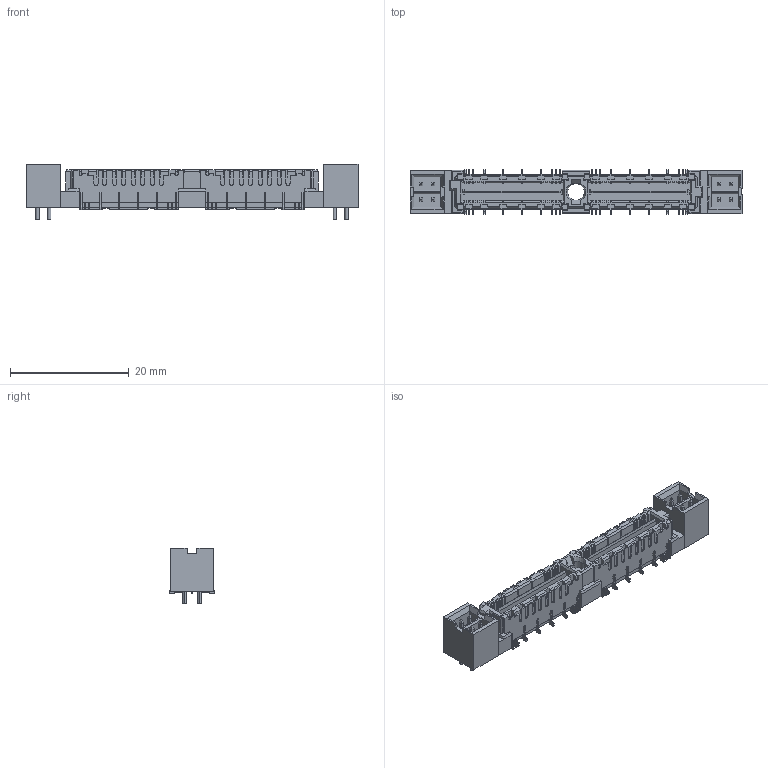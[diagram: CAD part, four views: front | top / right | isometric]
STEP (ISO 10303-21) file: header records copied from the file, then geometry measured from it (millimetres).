
FILE_DESCRIPTION((''),'2;1');
FILE_NAME('SAMTEC_QMSS-052-06.75-L-D-PC4.stp','2014-12-08T12:38:33',(''),(''),'Mechanical Desktop 2011','Mechanical Desktop 2011',', , ');
FILE_SCHEMA(('AUTOMOTIVE_DESIGN { 1 2 10303 214 1 1 1 1 }'));
Length unit declared in the file: millimetre
Products named in the file (1): Product
Bounding box: 55.88 x 7.52 x 9.35 mm (x, y, z)
Volume: 1610.7 mm3; surface area: 4136.7 mm2
Topology: 108 solids, 108 shells, 2181 faces, 5819 edges, 3856 vertices
Faces by surface type: plane 1403, cylinder 426, bspline 350, cone 2
Entity records: 67150 total; most frequent: CARTESIAN_POINT 12915, ORIENTED_EDGE 11638, DIRECTION 10337, EDGE_CURVE 5819, VECTOR 4957, LINE 4957, VERTEX_POINT 3856, AXIS2_PLACEMENT_3D 2690
